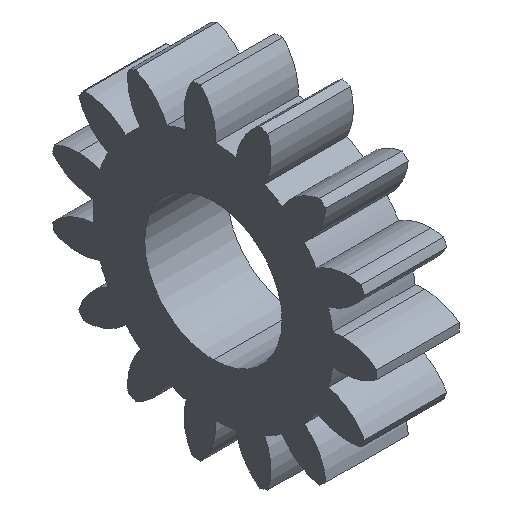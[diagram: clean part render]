
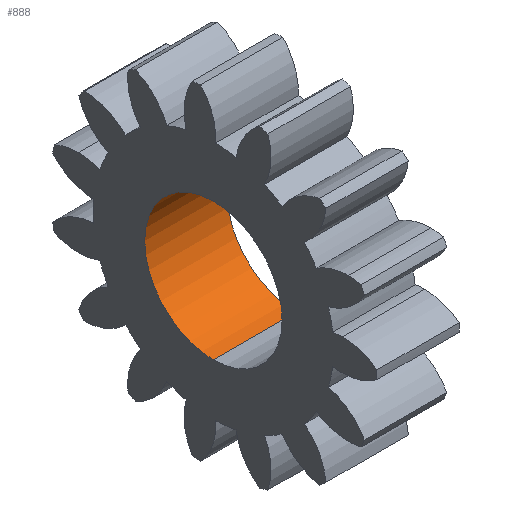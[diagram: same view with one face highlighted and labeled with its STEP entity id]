
A CAD part, isometric view. The second image highlights one B-rep face of the part: STEP entity #888.
In plain terms, the highlighted cylindrical face has radius 2.5 mm (diameter 5 mm), a partial arc.
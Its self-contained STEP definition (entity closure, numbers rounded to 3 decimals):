
#29 = EDGE_CURVE ( 'NONE', #2357, #1794, #837, .T. ) ;
#51 = EDGE_CURVE ( 'NONE', #1794, #1205, #1591, .T. ) ;
#108 = DIRECTION ( 'NONE',  ( 1., 0., 0. ) ) ;
#116 = CARTESIAN_POINT ( 'NONE',  ( 50., 0., 0. ) ) ;
#145 = CARTESIAN_POINT ( 'NONE',  ( 50., 0., 2.5 ) ) ;
#206 = CARTESIAN_POINT ( 'NONE',  ( 0., 0., 2.5 ) ) ;
#215 = AXIS2_PLACEMENT_3D ( 'NONE', #445, #809, #1924 ) ;
#351 = EDGE_CURVE ( 'NONE', #2357, #2087, #1184, .T. ) ;
#388 = CARTESIAN_POINT ( 'NONE',  ( 50., 0., -2.5 ) ) ;
#409 = CIRCLE ( 'NONE', #215, 2.5 ) ;
#445 = CARTESIAN_POINT ( 'NONE',  ( 0., 0., 0. ) ) ;
#661 = EDGE_CURVE ( 'NONE', #1205, #2087, #409, .T. ) ;
#687 = VECTOR ( 'NONE', #2061, 1000. ) ;
#689 = CARTESIAN_POINT ( 'NONE',  ( 3., 0., 0. ) ) ;
#809 = DIRECTION ( 'NONE',  ( -1., 0., 0. ) ) ;
#837 = CIRCLE ( 'NONE', #1237, 2.5 ) ;
#858 = DIRECTION ( 'NONE',  ( 0., 0., 1. ) ) ;
#888 = ADVANCED_FACE ( 'NONE', ( #1469 ), #1418, .F. ) ;
#1138 = AXIS2_PLACEMENT_3D ( 'NONE', #116, #2194, #2145 ) ;
#1184 = LINE ( 'NONE', #388, #687 ) ;
#1205 = VERTEX_POINT ( 'NONE', #206 ) ;
#1237 = AXIS2_PLACEMENT_3D ( 'NONE', #689, #108, #858 ) ;
#1261 = ORIENTED_EDGE ( 'NONE', *, *, #351, .F. ) ;
#1333 = ORIENTED_EDGE ( 'NONE', *, *, #29, .T. ) ;
#1385 = EDGE_LOOP ( 'NONE', ( #1261, #1333, #2117, #1432 ) ) ;
#1418 = CYLINDRICAL_SURFACE ( 'NONE', #1138, 2.5 ) ;
#1432 = ORIENTED_EDGE ( 'NONE', *, *, #661, .T. ) ;
#1469 = FACE_OUTER_BOUND ( 'NONE', #1385, .T. ) ;
#1498 = CARTESIAN_POINT ( 'NONE',  ( 3., 0., 2.5 ) ) ;
#1591 = LINE ( 'NONE', #145, #2380 ) ;
#1794 = VERTEX_POINT ( 'NONE', #1498 ) ;
#1924 = DIRECTION ( 'NONE',  ( 0., 0., -1. ) ) ;
#1971 = CARTESIAN_POINT ( 'NONE',  ( 0., 0., -2.5 ) ) ;
#2061 = DIRECTION ( 'NONE',  ( -1., 0., 0. ) ) ;
#2074 = CARTESIAN_POINT ( 'NONE',  ( 3., 0., -2.5 ) ) ;
#2087 = VERTEX_POINT ( 'NONE', #1971 ) ;
#2117 = ORIENTED_EDGE ( 'NONE', *, *, #51, .T. ) ;
#2137 = DIRECTION ( 'NONE',  ( -1., 0., 0. ) ) ;
#2145 = DIRECTION ( 'NONE',  ( 0., 0., 1. ) ) ;
#2194 = DIRECTION ( 'NONE',  ( -1., 0., 0. ) ) ;
#2357 = VERTEX_POINT ( 'NONE', #2074 ) ;
#2380 = VECTOR ( 'NONE', #2137, 1000. ) ;
